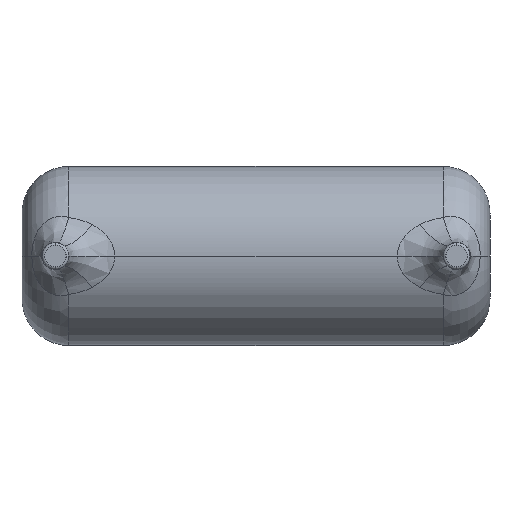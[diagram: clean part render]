
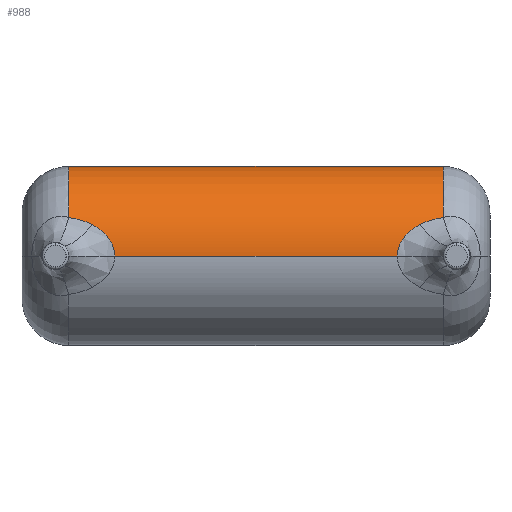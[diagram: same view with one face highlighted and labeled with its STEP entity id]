
A CAD part, front view. The second image highlights one B-rep face of the part: STEP entity #988.
In plain terms, the highlighted cylindrical face has radius 3.35 mm (diameter 6.7 mm), a partial arc.
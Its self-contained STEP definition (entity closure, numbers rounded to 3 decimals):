
#17 = CARTESIAN_POINT ( 'NONE',  ( -6.249, 1.735, 1.236 ) ) ;
#53 = VERTEX_POINT ( 'NONE', #685 ) ;
#61 = CARTESIAN_POINT ( 'NONE',  ( 7., 1.827, 1.444 ) ) ;
#102 = CARTESIAN_POINT ( 'NONE',  ( -5.609, 1.595, 0.797 ) ) ;
#127 = CARTESIAN_POINT ( 'NONE',  ( -5.282, 1.5, 0.128 ) ) ;
#166 = CARTESIAN_POINT ( 'NONE',  ( 7., 4.85, 0. ) ) ;
#225 = LINE ( 'NONE', #963, #323 ) ;
#252 = CARTESIAN_POINT ( 'NONE',  ( -5.394, 1.534, 0.492 ) ) ;
#323 = VECTOR ( 'NONE', #1278, 1000. ) ;
#325 = CARTESIAN_POINT ( 'NONE',  ( 6.111, 1.709, 1.164 ) ) ;
#349 = CARTESIAN_POINT ( 'NONE',  ( 7., 4.85, 3.35 ) ) ;
#361 = B_SPLINE_CURVE_WITH_KNOTS ( 'NONE', 3,
 ( #1153, #127, #1727, #252, #1418, #102, #1281, #864, #1447, #1588 ),
 .UNSPECIFIED., .F., .F.,
 ( 4, 2, 2, 2, 4 ),
 ( 0., 0., 0.001, 0.001, 0.002 ),
 .UNSPECIFIED. ) ;
#388 = DIRECTION ( 'NONE',  ( 0., -1., 0. ) ) ;
#405 = FACE_OUTER_BOUND ( 'NONE', #671, .T. ) ;
#506 = CARTESIAN_POINT ( 'NONE',  ( 6.844, 1.816, 1.421 ) ) ;
#555 = DIRECTION ( 'NONE',  ( 0., -1., 0. ) ) ;
#562 = CARTESIAN_POINT ( 'NONE',  ( -6.844, 1.816, 1.421 ) ) ;
#575 = CARTESIAN_POINT ( 'NONE',  ( -6.111, 1.709, 1.164 ) ) ;
#580 = CARTESIAN_POINT ( 'NONE',  ( 5.394, 1.534, 0.492 ) ) ;
#607 = CARTESIAN_POINT ( 'NONE',  ( 5.895, 1.664, 1.04 ) ) ;
#614 = CARTESIAN_POINT ( 'NONE',  ( 5.609, 1.595, 0.797 ) ) ;
#615 = EDGE_CURVE ( 'NONE', #1491, #1556, #628, .T. ) ;
#628 = CIRCLE ( 'NONE', #662, 3.35 ) ;
#629 = ORIENTED_EDGE ( 'NONE', *, *, #1720, .F. ) ;
#632 = ORIENTED_EDGE ( 'NONE', *, *, #934, .F. ) ;
#635 = B_SPLINE_CURVE_WITH_KNOTS ( 'NONE', 3,
 ( #1022, #1484, #1353, #580, #1178, #614, #1316, #607, #762, #1030 ),
 .UNSPECIFIED., .F., .F.,
 ( 4, 2, 2, 2, 4 ),
 ( 0., 0., 0.001, 0.001, 0.002 ),
 .UNSPECIFIED. ) ;
#662 = AXIS2_PLACEMENT_3D ( 'NONE', #1719, #1280, #555 ) ;
#669 = DIRECTION ( 'NONE',  ( 1., 0., 0. ) ) ;
#671 = EDGE_LOOP ( 'NONE', ( #632, #1021, #1562, #1810, #1699, #862, #1065, #629 ) ) ;
#676 = CARTESIAN_POINT ( 'NONE',  ( 8.75, 4.85, 3.35 ) ) ;
#685 = CARTESIAN_POINT ( 'NONE',  ( 7., 1.827, 1.444 ) ) ;
#713 = CARTESIAN_POINT ( 'NONE',  ( -6.395, 1.76, 1.294 ) ) ;
#725 = CARTESIAN_POINT ( 'NONE',  ( 6.111, 1.709, 1.164 ) ) ;
#762 = CARTESIAN_POINT ( 'NONE',  ( 6., 1.687, 1.106 ) ) ;
#819 = CIRCLE ( 'NONE', #1340, 3.35 ) ;
#851 = B_SPLINE_CURVE_WITH_KNOTS ( 'NONE', 3,
 ( #325, #1677, #1792, #944, #506, #61 ),
 .UNSPECIFIED., .F., .F.,
 ( 4, 2, 4 ),
 ( 0.002, 0.002, 0.002 ),
 .UNSPECIFIED. ) ;
#862 = ORIENTED_EDGE ( 'NONE', *, *, #615, .F. ) ;
#864 = CARTESIAN_POINT ( 'NONE',  ( -5.895, 1.664, 1.04 ) ) ;
#871 = CARTESIAN_POINT ( 'NONE',  ( -7., 1.827, 1.444 ) ) ;
#934 = EDGE_CURVE ( 'NONE', #1576, #1215, #225, .T. ) ;
#944 = CARTESIAN_POINT ( 'NONE',  ( 6.692, 1.8, 1.386 ) ) ;
#963 = CARTESIAN_POINT ( 'NONE',  ( 0., 1.5, 0. ) ) ;
#988 = ADVANCED_FACE ( 'NONE', ( #405 ), #1405, .T. ) ;
#1021 = ORIENTED_EDGE ( 'NONE', *, *, #1754, .T. ) ;
#1022 = CARTESIAN_POINT ( 'NONE',  ( 5.282, 1.5, 0. ) ) ;
#1030 = CARTESIAN_POINT ( 'NONE',  ( 6.111, 1.709, 1.164 ) ) ;
#1031 = AXIS2_PLACEMENT_3D ( 'NONE', #1860, #1560, #388 ) ;
#1065 = ORIENTED_EDGE ( 'NONE', *, *, #1124, .F. ) ;
#1085 = CARTESIAN_POINT ( 'NONE',  ( -7., 4.85, 3.35 ) ) ;
#1099 = VECTOR ( 'NONE', #669, 1000. ) ;
#1124 = EDGE_CURVE ( 'NONE', #1842, #1491, #1310, .T. ) ;
#1153 = CARTESIAN_POINT ( 'NONE',  ( -5.282, 1.5, 0. ) ) ;
#1162 = VERTEX_POINT ( 'NONE', #725 ) ;
#1178 = CARTESIAN_POINT ( 'NONE',  ( 5.456, 1.553, 0.6 ) ) ;
#1184 = CARTESIAN_POINT ( 'NONE',  ( -6.692, 1.8, 1.386 ) ) ;
#1215 = VERTEX_POINT ( 'NONE', #1640 ) ;
#1222 = EDGE_CURVE ( 'NONE', #1162, #53, #851, .T. ) ;
#1256 = LINE ( 'NONE', #676, #1099 ) ;
#1278 = DIRECTION ( 'NONE',  ( -1., 0., 0. ) ) ;
#1280 = DIRECTION ( 'NONE',  ( -1., 0., 0. ) ) ;
#1281 = CARTESIAN_POINT ( 'NONE',  ( -5.7, 1.618, 0.886 ) ) ;
#1310 = B_SPLINE_CURVE_WITH_KNOTS ( 'NONE', 3,
 ( #575, #17, #713, #1184, #562, #871 ),
 .UNSPECIFIED., .F., .F.,
 ( 4, 2, 4 ),
 ( 0.002, 0.002, 0.002 ),
 .UNSPECIFIED. ) ;
#1314 = VERTEX_POINT ( 'NONE', #349 ) ;
#1316 = CARTESIAN_POINT ( 'NONE',  ( 5.7, 1.618, 0.886 ) ) ;
#1328 = CARTESIAN_POINT ( 'NONE',  ( -7., 1.827, 1.444 ) ) ;
#1340 = AXIS2_PLACEMENT_3D ( 'NONE', #166, #1748, #1628 ) ;
#1353 = CARTESIAN_POINT ( 'NONE',  ( 5.305, 1.507, 0.253 ) ) ;
#1405 = CYLINDRICAL_SURFACE ( 'NONE', #1031, 3.35 ) ;
#1418 = CARTESIAN_POINT ( 'NONE',  ( -5.456, 1.553, 0.6 ) ) ;
#1447 = CARTESIAN_POINT ( 'NONE',  ( -6., 1.687, 1.106 ) ) ;
#1484 = CARTESIAN_POINT ( 'NONE',  ( 5.282, 1.5, 0.128 ) ) ;
#1491 = VERTEX_POINT ( 'NONE', #1328 ) ;
#1545 = EDGE_CURVE ( 'NONE', #1556, #1314, #1256, .T. ) ;
#1556 = VERTEX_POINT ( 'NONE', #1085 ) ;
#1560 = DIRECTION ( 'NONE',  ( -1., 0., 0. ) ) ;
#1562 = ORIENTED_EDGE ( 'NONE', *, *, #1222, .T. ) ;
#1576 = VERTEX_POINT ( 'NONE', #1835 ) ;
#1588 = CARTESIAN_POINT ( 'NONE',  ( -6.111, 1.709, 1.164 ) ) ;
#1628 = DIRECTION ( 'NONE',  ( 0., -1., 0. ) ) ;
#1640 = CARTESIAN_POINT ( 'NONE',  ( -5.282, 1.5, 0. ) ) ;
#1677 = CARTESIAN_POINT ( 'NONE',  ( 6.249, 1.735, 1.236 ) ) ;
#1699 = ORIENTED_EDGE ( 'NONE', *, *, #1545, .F. ) ;
#1719 = CARTESIAN_POINT ( 'NONE',  ( -7., 4.85, 0. ) ) ;
#1720 = EDGE_CURVE ( 'NONE', #1215, #1842, #361, .T. ) ;
#1727 = CARTESIAN_POINT ( 'NONE',  ( -5.305, 1.507, 0.253 ) ) ;
#1748 = DIRECTION ( 'NONE',  ( -1., 0., 0. ) ) ;
#1754 = EDGE_CURVE ( 'NONE', #1576, #1162, #635, .T. ) ;
#1762 = EDGE_CURVE ( 'NONE', #53, #1314, #819, .T. ) ;
#1792 = CARTESIAN_POINT ( 'NONE',  ( 6.395, 1.76, 1.294 ) ) ;
#1810 = ORIENTED_EDGE ( 'NONE', *, *, #1762, .T. ) ;
#1815 = CARTESIAN_POINT ( 'NONE',  ( -6.111, 1.709, 1.164 ) ) ;
#1835 = CARTESIAN_POINT ( 'NONE',  ( 5.282, 1.5, 0. ) ) ;
#1842 = VERTEX_POINT ( 'NONE', #1815 ) ;
#1860 = CARTESIAN_POINT ( 'NONE',  ( 0., 4.85, 0. ) ) ;
